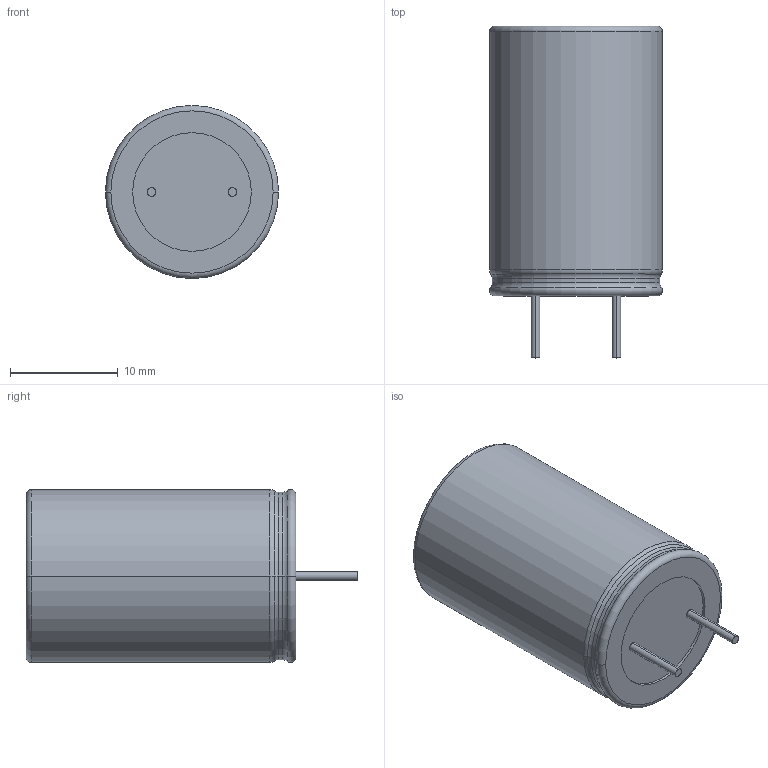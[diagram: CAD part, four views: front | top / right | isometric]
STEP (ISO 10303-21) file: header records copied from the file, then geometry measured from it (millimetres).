
FILE_DESCRIPTION (( 'STEP AP214' ), '1' );
FILE_NAME ('CAP electrolitico 16x25mm - vertical.STEP', '2020-12-04T18:41:00', ( '' ), ( '' ), 'SwSTEP 2.0', 'SolidWorks 2020', '' );
FILE_SCHEMA (( 'AUTOMOTIVE_DESIGN' ));
Length unit declared in the file: millimetre
Products named in the file (1): CAP electrolitico 16x25mm - vertical
Bounding box: 16.04 x 30.75 x 16.04 mm (x, y, z)
Volume: 4980.3 mm3; surface area: 1688.2 mm2
Topology: 1 solids, 1 shells, 40 faces, 90 edges, 56 vertices
Faces by surface type: plane 18, cylinder 12, torus 10
Entity records: 1602 total; most frequent: DIRECTION 222, CARTESIAN_POINT 187, ORIENTED_EDGE 180, AXIS2_PLACEMENT_3D 91, EDGE_CURVE 90, VERTEX_POINT 56, CIRCLE 50, EDGE_LOOP 44
